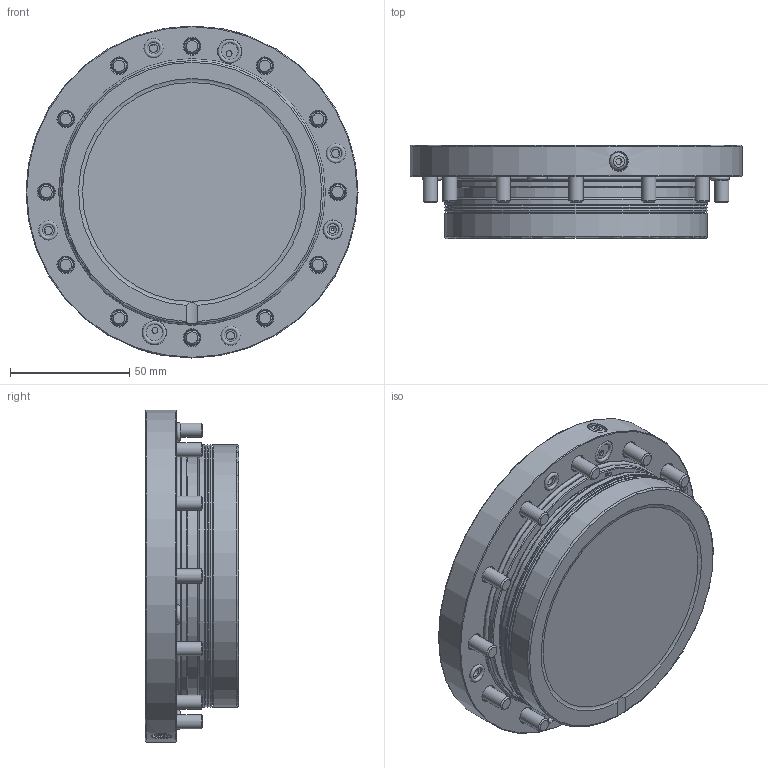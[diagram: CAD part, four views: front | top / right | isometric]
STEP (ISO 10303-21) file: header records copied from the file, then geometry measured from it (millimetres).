
FILE_DESCRIPTION (( 'STEP AP214' ), '1' );
FILE_NAME ('STARK_804 548_A.STEP', '2022-01-28T14:52:10', ( '' ), ( '' ), 'SwSTEP 2.0', 'SolidWorks 2021', '' );
FILE_SCHEMA (( 'AUTOMOTIVE_DESIGN' ));
Length unit declared in the file: millimetre
Products named in the file (1): STARK_804 548_A
Bounding box: 139 x 39 x 139 mm (x, y, z)
Volume: 401417.4 mm3; surface area: 76585.9 mm2
Topology: 1 solids, 45 shells, 768 faces, 1672 edges, 1084 vertices
Faces by surface type: plane 280, cylinder 249, torus 113, cone 108, sphere 16, bspline 2
Full cylindrical faces by diameter (mm): 1 x1, 1.5 x4, 1.8 x2, 2.2 x16, 2.5 x2, 3 x1, 3.5 x4, 4 x2, 4.5 x2, 4.8 x16, 5.75 x4, 6 x14, 6.1 x2, 6.8 x12, 7 x2, 7.6 x2, 8 x4, 8.1 x4, 10 x28, 11 x19, 11.2 x8, 30.4 x3, 32 x1, 35 x1, 37.2 x1, 40.4 x1, 47 x2, 47.3 x1, 99.99 x1, 100.6 x2
Entity records: 28078 total; most frequent: CARTESIAN_POINT 7091, DIRECTION 3061, ORIENTED_EDGE 2168, AXIS2_PLACEMENT_3D 1363, EDGE_LOOP 1299, EDGE_CURVE 1084, FACE_OUTER_BOUND 1044, VERTEX_POINT 871
